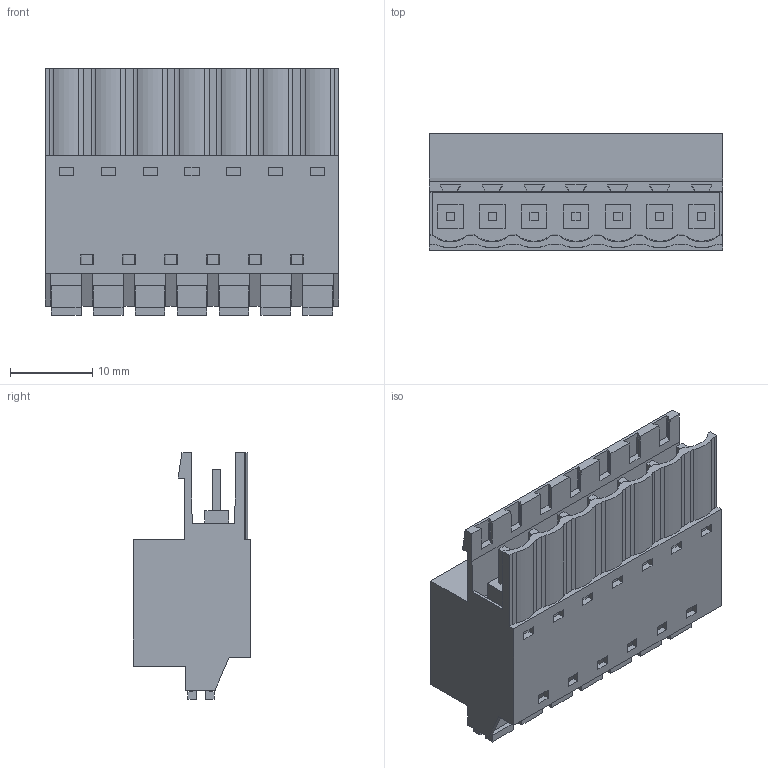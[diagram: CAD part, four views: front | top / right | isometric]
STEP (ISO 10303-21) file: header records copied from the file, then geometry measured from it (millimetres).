
FILE_DESCRIPTION(('CATIA V5 STEP Exchange','CAx-IF Rec.Pracs.--- Model Styling and Organization---1.4--- 2014-01-23'),'2;1');
FILE_NAME ('011668-2_0_1335380000_1335380000.stp','2021-07-01T15:24:27+00:00',('none'),('Weidmueller'),'CATIA Version 5-6 Release 2016 SP3 HF44','CATIA V5 STEP AP214','none');
FILE_SCHEMA(('AUTOMOTIVE_DESIGN { 1 0 10303 214 1 1 1 1 }'));
Length unit declared in the file: millimetre
Products named in the file (1): 1335380000
Bounding box: 35.56 x 14.2 x 29.93 mm (x, y, z)
Volume: 7841.9 mm3; surface area: 7043.9 mm2
Topology: 15 solids, 15 shells, 681 faces, 1784 edges, 1166 vertices
Faces by surface type: plane 604, cylinder 63, extrusion 14
Entity records: 19847 total; most frequent: CARTESIAN_POINT 4180, ORIENTED_EDGE 3568, DIRECTION 2534, EDGE_CURVE 1784, VECTOR 1649, LINE 1635, VERTEX_POINT 1166, EDGE_LOOP 752
